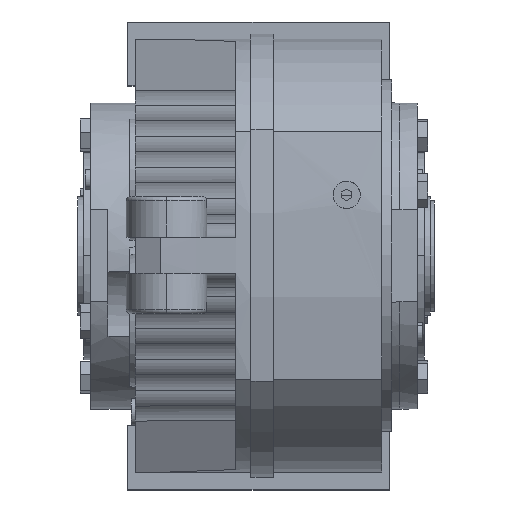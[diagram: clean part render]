
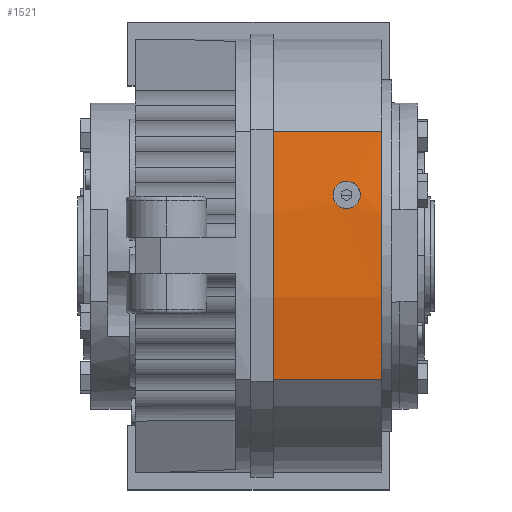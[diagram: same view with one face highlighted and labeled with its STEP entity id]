
A CAD part, top view. The second image highlights one B-rep face of the part: STEP entity #1521.
In plain terms, the highlighted cylindrical face has radius 650 mm (diameter 1300 mm), a partial arc.
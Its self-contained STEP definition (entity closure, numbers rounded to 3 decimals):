
#1521=ADVANCED_FACE('NONE',(#3199,#3200),#3201,.T.);
#3199=FACE_BOUND('',#5310,.T.);
#3200=FACE_OUTER_BOUND('',#5311,.T.);
#3201=CYLINDRICAL_SURFACE('',#5312,650.0);
#5310=EDGE_LOOP('',(#9955,#9956,#9957));
#5311=EDGE_LOOP('',(#9958,#9959,#9960,#9961));
#5312=AXIS2_PLACEMENT_3D('',#9962,#9963,#9964);
#9955=ORIENTED_EDGE('',*,*,#12716,.T.);
#9956=ORIENTED_EDGE('',*,*,#11050,.T.);
#9957=ORIENTED_EDGE('',*,*,#12717,.T.);
#9958=ORIENTED_EDGE('',*,*,#12543,.T.);
#9959=ORIENTED_EDGE('',*,*,#12569,.T.);
#9960=ORIENTED_EDGE('',*,*,#12536,.F.);
#9961=ORIENTED_EDGE('',*,*,#12554,.T.);
#9962=CARTESIAN_POINT('',(963.894,0.,-137.506));
#9963=DIRECTION('',(1.0,0.0,0.0));
#9964=DIRECTION('',(0.0,-1.0,0.0));
#11050=EDGE_CURVE('',#13168,#13172,#13174,.T.);
#12536=EDGE_CURVE('NONE',#15430,#15431,#15432,.T.);
#12543=EDGE_CURVE('NONE',#15444,#15442,#15445,.T.);
#12554=EDGE_CURVE('NONE',#15430,#15444,#15456,.T.);
#12569=EDGE_CURVE('NONE',#15442,#15431,#15471,.T.);
#12716=EDGE_CURVE('',#15647,#13168,#15648,.T.);
#12717=EDGE_CURVE('',#13172,#15647,#15649,.T.);
#13168=VERTEX_POINT('',#16279);
#13172=VERTEX_POINT('',#16284);
#13174=B_SPLINE_CURVE_WITH_KNOTS('',3,(#16287,#16288,#16289,#16290,#16291,#16292,#16293,#16294,#16295,#16296,#16297,#16298,#16299,#16300,#16301,#16302,#16303,#16304,#16305,#16306,#16307,#16308,#16309,#16310,#16311,#16312,#16313,#16314,#16315,#16316,#16317,#16318,#16319,#16320),.UNSPECIFIED.,.F.,.F.,(4,2,2,2,2,2,2,2,2,2,2,2,2,2,2,2,4),(20.394,22.946,25.498,28.051,30.603,33.145,35.687,38.229,40.771,43.313,45.855,48.397,50.939,53.491,56.043,58.595,61.148),.UNSPECIFIED.);
#15430=VERTEX_POINT('NONE',#20497);
#15431=VERTEX_POINT('NONE',#20498);
#15432=LINE('',#20499,#20500);
#15442=VERTEX_POINT('NONE',#20512);
#15444=VERTEX_POINT('NONE',#20514);
#15445=LINE('',#20515,#20516);
#15456=CIRCLE('',#20531,650.0);
#15471=CIRCLE('',#20554,650.0);
#15647=VERTEX_POINT('',#20891);
#15648=B_SPLINE_CURVE_WITH_KNOTS('',3,(#20892,#20893,#20894,#20895,#20896,#20897,#20898,#20899,#20900,#20901,#20902,#20903,#20904,#20905,#20906,#20907,#20908,#20909),.UNSPECIFIED.,.F.,.F.,(4,2,2,2,2,2,2,2,4),(0.0,2.542,5.085,7.627,10.169,12.725,15.282,17.838,20.394),.UNSPECIFIED.);
#15649=B_SPLINE_CURVE_WITH_KNOTS('',3,(#20910,#20911,#20912,#20913,#20914,#20915,#20916,#20917,#20918,#20919,#20920,#20921,#20922,#20923,#20924,#20925,#20926,#20927),.UNSPECIFIED.,.F.,.F.,(4,2,2,2,2,2,2,2,4),(61.148,63.704,66.26,68.816,71.372,73.914,76.457,78.999,81.541),.UNSPECIFIED.);
#16279=CARTESIAN_POINT('',(250.5,60.0,509.719));
#16284=CARTESIAN_POINT('',(223.5,60.0,509.719));
#16287=CARTESIAN_POINT('',(250.5,60.0,509.719));
#16288=CARTESIAN_POINT('',(250.5,59.153,509.798));
#16289=CARTESIAN_POINT('',(250.419,58.277,509.877));
#16290=CARTESIAN_POINT('',(250.077,56.533,510.032));
#16291=CARTESIAN_POINT('',(249.817,55.665,510.107));
#16292=CARTESIAN_POINT('',(249.127,54.001,510.248));
#16293=CARTESIAN_POINT('',(248.698,53.203,510.314));
#16294=CARTESIAN_POINT('',(247.705,51.726,510.433));
#16295=CARTESIAN_POINT('',(247.141,51.048,510.487));
#16296=CARTESIAN_POINT('',(245.941,49.85,510.58));
#16297=CARTESIAN_POINT('',(245.265,49.289,510.623));
#16298=CARTESIAN_POINT('',(243.792,48.299,510.698));
#16299=CARTESIAN_POINT('',(242.995,47.871,510.729));
#16300=CARTESIAN_POINT('',(241.333,47.183,510.78));
#16301=CARTESIAN_POINT('',(240.466,46.922,510.799));
#16302=CARTESIAN_POINT('',(238.724,46.581,510.823));
#16303=CARTESIAN_POINT('',(237.847,46.5,510.829));
#16304=CARTESIAN_POINT('',(236.153,46.5,510.829));
#16305=CARTESIAN_POINT('',(235.276,46.581,510.823));
#16306=CARTESIAN_POINT('',(233.534,46.922,510.799));
#16307=CARTESIAN_POINT('',(232.667,47.183,510.78));
#16308=CARTESIAN_POINT('',(231.005,47.871,510.729));
#16309=CARTESIAN_POINT('',(230.208,48.299,510.698));
#16310=CARTESIAN_POINT('',(228.735,49.289,510.623));
#16311=CARTESIAN_POINT('',(228.059,49.85,510.58));
#16312=CARTESIAN_POINT('',(226.859,51.048,510.487));
#16313=CARTESIAN_POINT('',(226.295,51.726,510.433));
#16314=CARTESIAN_POINT('',(225.302,53.203,510.314));
#16315=CARTESIAN_POINT('',(224.873,54.001,510.248));
#16316=CARTESIAN_POINT('',(224.183,55.665,510.107));
#16317=CARTESIAN_POINT('',(223.923,56.533,510.032));
#16318=CARTESIAN_POINT('',(223.581,58.277,509.877));
#16319=CARTESIAN_POINT('',(223.5,59.153,509.798));
#16320=CARTESIAN_POINT('',(223.5,60.0,509.719));
#20497=CARTESIAN_POINT('',(272.0,-123.0,500.751));
#20498=CARTESIAN_POINT('',(164.0,-123.0,500.751));
#20499=CARTESIAN_POINT('',(963.894,-123.0,500.751));
#20500=VECTOR('',#23211,1000.0);
#20512=CARTESIAN_POINT('',(164.0,123.0,500.751));
#20514=CARTESIAN_POINT('',(272.0,123.0,500.751));
#20515=CARTESIAN_POINT('',(963.894,123.0,500.751));
#20516=VECTOR('',#23223,1000.0);
#20531=AXIS2_PLACEMENT_3D('',#23237,#23238,#23239);
#20554=AXIS2_PLACEMENT_3D('',#23248,#23249,#23250);
#20891=CARTESIAN_POINT('',(237.0,73.5,508.325));
#20892=CARTESIAN_POINT('',(237.0,73.5,508.325));
#20893=CARTESIAN_POINT('',(237.847,73.5,508.325));
#20894=CARTESIAN_POINT('',(238.724,73.419,508.335));
#20895=CARTESIAN_POINT('',(240.466,73.078,508.373));
#20896=CARTESIAN_POINT('',(241.333,72.817,508.403));
#20897=CARTESIAN_POINT('',(242.994,72.13,508.48));
#20898=CARTESIAN_POINT('',(243.79,71.702,508.528));
#20899=CARTESIAN_POINT('',(245.262,70.713,508.637));
#20900=CARTESIAN_POINT('',(245.938,70.153,508.698));
#20901=CARTESIAN_POINT('',(247.137,68.956,508.827));
#20902=CARTESIAN_POINT('',(247.701,68.278,508.899));
#20903=CARTESIAN_POINT('',(248.695,66.802,509.053));
#20904=CARTESIAN_POINT('',(249.125,66.003,509.135));
#20905=CARTESIAN_POINT('',(249.816,64.339,509.303));
#20906=CARTESIAN_POINT('',(250.076,63.471,509.389));
#20907=CARTESIAN_POINT('',(250.419,61.726,509.558));
#20908=CARTESIAN_POINT('',(250.5,60.848,509.641));
#20909=CARTESIAN_POINT('',(250.5,60.0,509.719));
#20910=CARTESIAN_POINT('',(223.5,60.0,509.719));
#20911=CARTESIAN_POINT('',(223.5,60.848,509.641));
#20912=CARTESIAN_POINT('',(223.581,61.726,509.558));
#20913=CARTESIAN_POINT('',(223.924,63.471,509.389));
#20914=CARTESIAN_POINT('',(224.184,64.339,509.303));
#20915=CARTESIAN_POINT('',(224.875,66.003,509.135));
#20916=CARTESIAN_POINT('',(225.305,66.802,509.053));
#20917=CARTESIAN_POINT('',(226.299,68.278,508.899));
#20918=CARTESIAN_POINT('',(226.863,68.956,508.827));
#20919=CARTESIAN_POINT('',(228.062,70.153,508.698));
#20920=CARTESIAN_POINT('',(228.738,70.713,508.637));
#20921=CARTESIAN_POINT('',(230.21,71.702,508.528));
#20922=CARTESIAN_POINT('',(231.006,72.13,508.48));
#20923=CARTESIAN_POINT('',(232.667,72.817,508.403));
#20924=CARTESIAN_POINT('',(233.534,73.078,508.373));
#20925=CARTESIAN_POINT('',(235.276,73.419,508.335));
#20926=CARTESIAN_POINT('',(236.153,73.5,508.325));
#20927=CARTESIAN_POINT('',(237.0,73.5,508.325));
#23211=DIRECTION('',(-1.0,0.0,0.0));
#23223=DIRECTION('',(-1.0,0.0,0.0));
#23237=CARTESIAN_POINT('',(272.0,0.,-137.506));
#23238=DIRECTION('',(-1.0,0.0,0.0));
#23239=DIRECTION('',(0.0,-1.0,0.0));
#23248=CARTESIAN_POINT('',(164.0,0.,-137.506));
#23249=DIRECTION('',(1.0,0.0,0.0));
#23250=DIRECTION('',(0.0,-1.0,0.));
